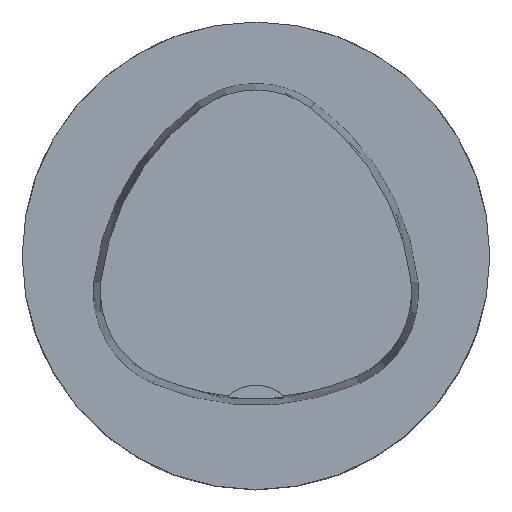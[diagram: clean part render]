
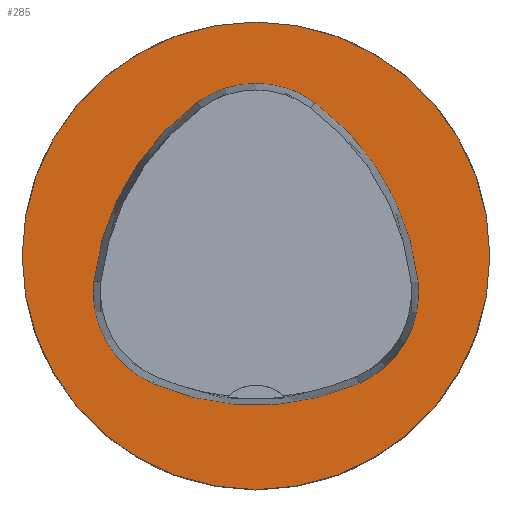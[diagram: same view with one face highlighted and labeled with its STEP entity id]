
A CAD part, top view. The second image highlights one B-rep face of the part: STEP entity #285.
In plain terms, the highlighted planar face has unit normal (0, 0, 1).
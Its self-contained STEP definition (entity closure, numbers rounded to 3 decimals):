
#285=ADVANCED_FACE('',(#396,#397),#347,.T.);
#347=PLANE('',#1068);
#396=FACE_BOUND('',#475,.T.);
#397=FACE_BOUND('',#476,.T.);
#475=EDGE_LOOP('',(#626,#627,#628,#629,#630,#631));
#476=EDGE_LOOP('',(#632));
#626=ORIENTED_EDGE('',*,*,#910,.T.);
#627=ORIENTED_EDGE('',*,*,#890,.T.);
#628=ORIENTED_EDGE('',*,*,#894,.T.);
#629=ORIENTED_EDGE('',*,*,#897,.T.);
#630=ORIENTED_EDGE('',*,*,#900,.T.);
#631=ORIENTED_EDGE('',*,*,#908,.T.);
#632=ORIENTED_EDGE('',*,*,#880,.F.);
#796=VERTEX_POINT('',#1492);
#806=VERTEX_POINT('',#1513);
#807=VERTEX_POINT('',#1514);
#810=VERTEX_POINT('',#1522);
#812=VERTEX_POINT('',#1528);
#814=VERTEX_POINT('',#1534);
#821=VERTEX_POINT('',#1555);
#880=EDGE_CURVE('',#796,#796,#980,.T.);
#890=EDGE_CURVE('',#806,#807,#982,.T.);
#894=EDGE_CURVE('',#807,#810,#984,.T.);
#897=EDGE_CURVE('',#810,#812,#986,.T.);
#900=EDGE_CURVE('',#812,#814,#988,.T.);
#908=EDGE_CURVE('',#814,#821,#992,.T.);
#910=EDGE_CURVE('',#821,#806,#994,.T.);
#980=CIRCLE('',#1039,40.0);
#982=CIRCLE('',#1046,44.0);
#984=CIRCLE('',#1049,17.0);
#986=CIRCLE('',#1052,44.0);
#988=CIRCLE('',#1055,17.0);
#992=CIRCLE('',#1060,44.0);
#994=CIRCLE('',#1063,17.0);
#1039=AXIS2_PLACEMENT_3D('',#1491,#1184,#1185);
#1046=AXIS2_PLACEMENT_3D('',#1512,#1202,#1203);
#1049=AXIS2_PLACEMENT_3D('',#1521,#1210,#1211);
#1052=AXIS2_PLACEMENT_3D('',#1527,#1217,#1218);
#1055=AXIS2_PLACEMENT_3D('',#1533,#1224,#1225);
#1060=AXIS2_PLACEMENT_3D('',#1556,#1236,#1237);
#1063=AXIS2_PLACEMENT_3D('',#1559,#1242,#1243);
#1068=AXIS2_PLACEMENT_3D('',#1564,#1252,#1253);
#1184=DIRECTION('',(0.0,0.0,-1.0));
#1185=DIRECTION('',(-1.0,0.0,0.0));
#1202=DIRECTION('',(0.0,0.0,-1.0));
#1203=DIRECTION('',(-1.0,0.0,0.0));
#1210=DIRECTION('',(0.0,0.0,-1.0));
#1211=DIRECTION('',(-1.0,0.0,0.0));
#1217=DIRECTION('',(0.0,0.0,-1.0));
#1218=DIRECTION('',(-1.0,0.0,0.0));
#1224=DIRECTION('',(0.0,0.0,-1.0));
#1225=DIRECTION('',(-1.0,0.0,0.0));
#1236=DIRECTION('',(0.0,0.0,-1.0));
#1237=DIRECTION('',(-1.0,0.0,0.0));
#1242=DIRECTION('',(0.0,0.0,-1.0));
#1243=DIRECTION('',(-1.0,0.0,0.0));
#1252=DIRECTION('',(0.0,0.0,1.0));
#1253=DIRECTION('',(1.0,0.0,0.0));
#1491=CARTESIAN_POINT('',(0.0,0.0,0.0));
#1492=CARTESIAN_POINT('',(-40.0,0.0,0.0));
#1512=CARTESIAN_POINT('',(16.01,-9.224,0.0));
#1513=CARTESIAN_POINT('',(-27.722,-4.378,0.0));
#1514=CARTESIAN_POINT('',(-10.119,26.178,0.0));
#1521=CARTESIAN_POINT('',(-0.023,12.5,0.0));
#1522=CARTESIAN_POINT('',(10.049,26.194,0.0));
#1527=CARTESIAN_POINT('',(-16.021,-9.25,0.0));
#1528=CARTESIAN_POINT('',(27.71,-4.394,0.0));
#1533=CARTESIAN_POINT('',(10.814,-6.27,0.0));
#1534=CARTESIAN_POINT('',(17.611,-21.852,0.0));
#1555=CARTESIAN_POINT('',(-17.652,-21.819,0.0));
#1556=CARTESIAN_POINT('',(0.017,18.477,0.0));
#1559=CARTESIAN_POINT('',(-10.825,-6.25,0.0));
#1564=CARTESIAN_POINT('',(0.0,0.0,0.0));
